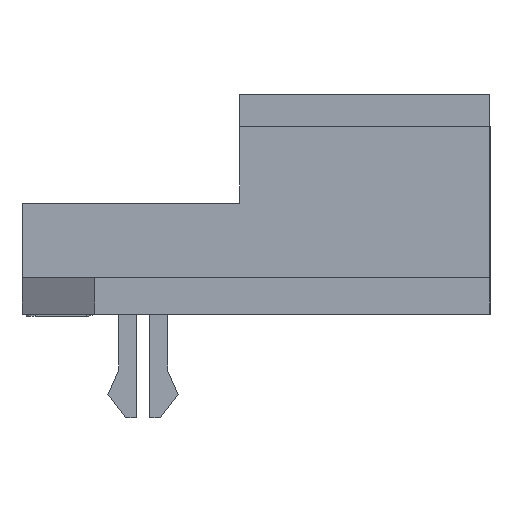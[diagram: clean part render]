
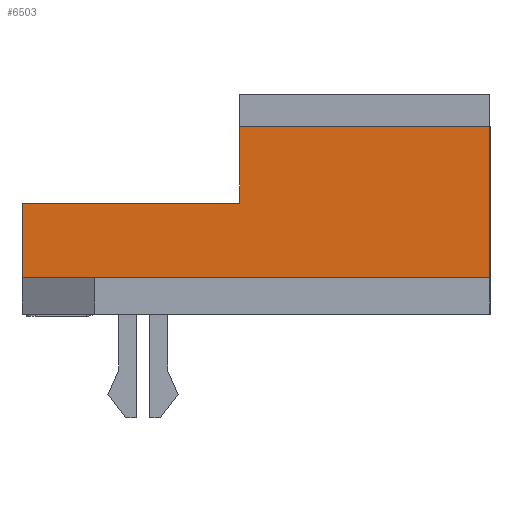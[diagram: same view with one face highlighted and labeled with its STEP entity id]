
A CAD part, left-side view. The second image highlights one B-rep face of the part: STEP entity #6503.
In plain terms, the highlighted planar face has unit normal (-1, 0, 0).
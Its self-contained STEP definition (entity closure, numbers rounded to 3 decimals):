
#135 = EDGE_LOOP ( 'NONE', ( #1228, #7974, #3289, #10530, #7934, #1591 ) ) ;
#395 = DIRECTION ( 'NONE',  ( 0., -1., 0. ) ) ;
#412 = CARTESIAN_POINT ( 'NONE',  ( -7.585, -5.8, 4.65 ) ) ;
#461 = VECTOR ( 'NONE', #1036, 1000. ) ;
#806 = VERTEX_POINT ( 'NONE', #3896 ) ;
#1036 = DIRECTION ( 'NONE',  ( 0., -1., 0. ) ) ;
#1179 = LINE ( 'NONE', #2831, #3747 ) ;
#1228 = ORIENTED_EDGE ( 'NONE', *, *, #8361, .T. ) ;
#1385 = LINE ( 'NONE', #8928, #3031 ) ;
#1591 = ORIENTED_EDGE ( 'NONE', *, *, #2394, .F. ) ;
#1690 = DIRECTION ( 'NONE',  ( 0., 0., 1. ) ) ;
#2071 = CARTESIAN_POINT ( 'NONE',  ( -7.585, 5.8, 2.75 ) ) ;
#2153 = VECTOR ( 'NONE', #2158, 1000. ) ;
#2158 = DIRECTION ( 'NONE',  ( 0., 0., 1. ) ) ;
#2217 = VERTEX_POINT ( 'NONE', #9399 ) ;
#2394 = EDGE_CURVE ( 'NONE', #3565, #5912, #8215, .T. ) ;
#2745 = CARTESIAN_POINT ( 'NONE',  ( -7.585, 5.8, 0.9 ) ) ;
#2831 = CARTESIAN_POINT ( 'NONE',  ( -7.585, 21.7, 0.9 ) ) ;
#3031 = VECTOR ( 'NONE', #7235, 1000. ) ;
#3289 = ORIENTED_EDGE ( 'NONE', *, *, #10499, .F. ) ;
#3565 = VERTEX_POINT ( 'NONE', #2745 ) ;
#3582 = CARTESIAN_POINT ( 'NONE',  ( -7.585, 21.7, 4.65 ) ) ;
#3747 = VECTOR ( 'NONE', #395, 1000. ) ;
#3896 = CARTESIAN_POINT ( 'NONE',  ( -7.585, 0.4, 4.65 ) ) ;
#3968 = CARTESIAN_POINT ( 'NONE',  ( -7.585, 5.8, 5.45 ) ) ;
#4031 = DIRECTION ( 'NONE',  ( 1., 0., 0. ) ) ;
#4140 = DIRECTION ( 'NONE',  ( 0., 0., -1. ) ) ;
#4415 = LINE ( 'NONE', #9512, #6282 ) ;
#4783 = CARTESIAN_POINT ( 'NONE',  ( -7.585, -5.8, 0.9 ) ) ;
#4885 = PLANE ( 'NONE',  #8454 ) ;
#5396 = EDGE_CURVE ( 'NONE', #10149, #10625, #4415, .T. ) ;
#5912 = VERTEX_POINT ( 'NONE', #2071 ) ;
#5933 = EDGE_CURVE ( 'NONE', #2217, #806, #1385, .T. ) ;
#6282 = VECTOR ( 'NONE', #1690, 1000. ) ;
#6503 = ADVANCED_FACE ( 'NONE', ( #6751 ), #4885, .F. ) ;
#6751 = FACE_OUTER_BOUND ( 'NONE', #135, .T. ) ;
#7197 = EDGE_CURVE ( 'NONE', #5912, #2217, #10540, .T. ) ;
#7235 = DIRECTION ( 'NONE',  ( 0., 0., 1. ) ) ;
#7891 = LINE ( 'NONE', #3582, #461 ) ;
#7934 = ORIENTED_EDGE ( 'NONE', *, *, #7197, .F. ) ;
#7974 = ORIENTED_EDGE ( 'NONE', *, *, #5396, .T. ) ;
#8215 = LINE ( 'NONE', #3968, #2153 ) ;
#8361 = EDGE_CURVE ( 'NONE', #3565, #10149, #1179, .T. ) ;
#8454 = AXIS2_PLACEMENT_3D ( 'NONE', #10259, #4031, #4140 ) ;
#8928 = CARTESIAN_POINT ( 'NONE',  ( -7.585, 0.4, 5.45 ) ) ;
#9399 = CARTESIAN_POINT ( 'NONE',  ( -7.585, 0.4, 2.75 ) ) ;
#9512 = CARTESIAN_POINT ( 'NONE',  ( -7.585, -5.8, 0.9 ) ) ;
#9744 = CARTESIAN_POINT ( 'NONE',  ( -7.585, 5.8, 2.75 ) ) ;
#9846 = DIRECTION ( 'NONE',  ( 0., -1., 0. ) ) ;
#10149 = VERTEX_POINT ( 'NONE', #4783 ) ;
#10259 = CARTESIAN_POINT ( 'NONE',  ( -7.585, 21.7, 0.9 ) ) ;
#10499 = EDGE_CURVE ( 'NONE', #806, #10625, #7891, .T. ) ;
#10530 = ORIENTED_EDGE ( 'NONE', *, *, #5933, .F. ) ;
#10540 = LINE ( 'NONE', #9744, #10634 ) ;
#10625 = VERTEX_POINT ( 'NONE', #412 ) ;
#10634 = VECTOR ( 'NONE', #9846, 1000. ) ;
